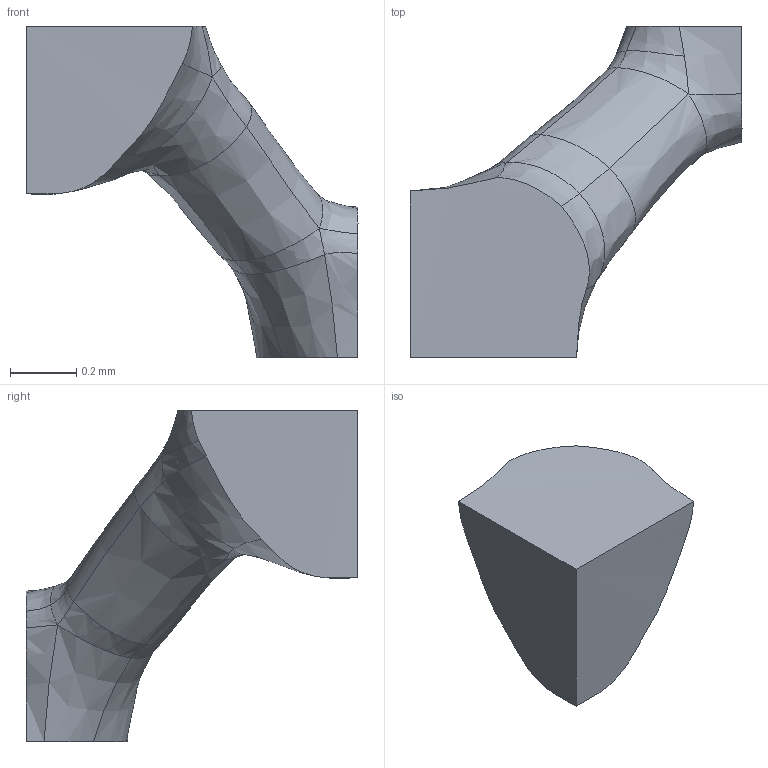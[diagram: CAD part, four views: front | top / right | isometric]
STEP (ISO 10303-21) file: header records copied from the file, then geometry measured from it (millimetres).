
FILE_DESCRIPTION(('PERMAS CAD Model'),'2;1');
FILE_NAME('PERMAS CAD Model','2020-11-03T16:18:06',('Author'),('PERMAS'),'PERMAS STEP Writer','PERMAS','Unknown');
FILE_SCHEMA(('AUTOMOTIVE_DESIGN { 1 0 10303 214 1 1 1 1 }'));
Length unit declared in the file: millimetre
Products named in the file (1): PERMAS STEP Writer
Bounding box: 1 x 1 x 1 mm (x, y, z)
Surface area: 2.5 mm2 (no closed solid volume)
Topology: 0 solids, 1 shells, 37 faces, 81 edges, 46 vertices
Faces by surface type: bspline 31, plane 6
Entity records: 1389 total; most frequent: CARTESIAN_POINT 948, ORIENTED_EDGE 162, EDGE_CURVE 81, VERTEX_POINT 46, EDGE_LOOP 37, FACE_OUTER_BOUND 37, ADVANCED_FACE 37, DIRECTION 14
